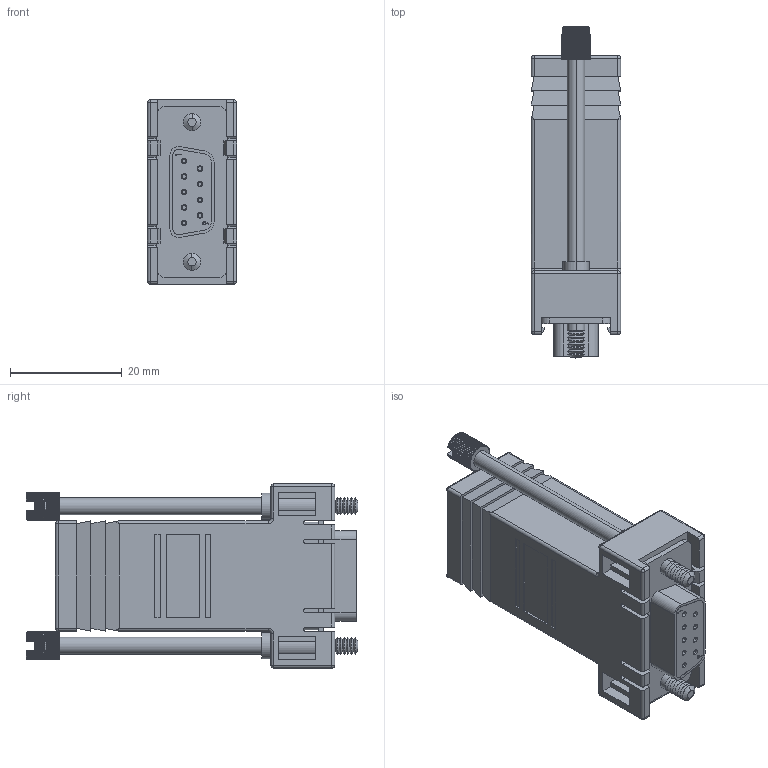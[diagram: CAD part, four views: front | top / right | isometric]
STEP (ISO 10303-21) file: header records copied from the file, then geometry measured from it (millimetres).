
FILE_DESCRIPTION (( 'STEP AP203' ), '1' );
FILE_NAME ('RA098F.STEP', '2013-07-22T20:52:54', ( 'x' ), ( '' ), 'SwSTEP 2.0', 'SolidWorks 2012', '' );
FILE_SCHEMA (( 'CONFIG_CONTROL_DESIGN' ));
Length unit declared in the file: inch
Products named in the file (6): RA098F; C&P9F; CRIMP&POKE F; RA098F-SCREW; RA098-MA1
Assembly tree (14 placements, depth 3):
  RA098F
    RA098-MA1
    RA098F-SCREW  x2
    C&P9F
      C&P9F
      CRIMP&POKE F  x9
Bounding box: 16 x 59.44 x 33.02 mm (x, y, z)
Volume: 10875.8 mm3; surface area: 12821.5 mm2
Topology: 13 solids, 13 shells, 1290 faces, 3482 edges, 2265 vertices
Faces by surface type: plane 640, cylinder 504, cone 111, torus 14, sphere 12, bspline 9
Entity records: 26066 total; most frequent: CARTESIAN_POINT 5854, ORIENTED_EDGE 4082, DIRECTION 3978, EDGE_CURVE 2041, AXIS2_PLACEMENT_3D 1337, VERTEX_POINT 1325, VECTOR 1304, LINE 1304
